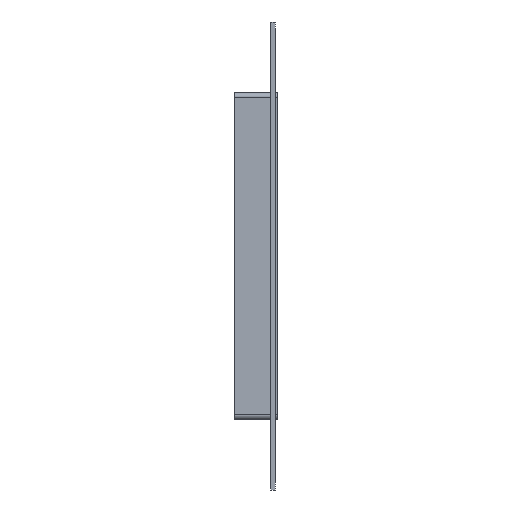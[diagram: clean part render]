
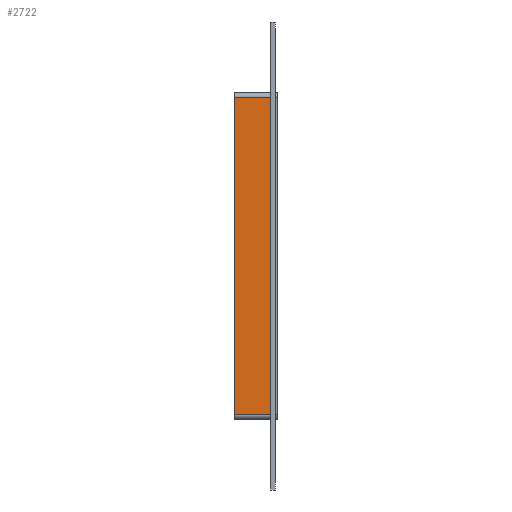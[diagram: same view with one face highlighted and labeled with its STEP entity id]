
A CAD part, left-side view. The second image highlights one B-rep face of the part: STEP entity #2722.
In plain terms, the highlighted planar face has unit normal (-1, 0, 0).
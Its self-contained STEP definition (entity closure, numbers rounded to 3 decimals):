
#1531=CARTESIAN_POINT('',(-327.25,57.0,-224.));
#1532=VERTEX_POINT('',#1531);
#1540=CARTESIAN_POINT('',(-327.25,57.0,224.0));
#1541=VERTEX_POINT('',#1540);
#1542=CARTESIAN_POINT('',(-327.25,57.0,-224.));
#1543=DIRECTION('',(0.0,0.0,1.0));
#1544=VECTOR('',#1543,448.);
#1545=LINE('',#1542,#1544);
#1546=EDGE_CURVE('',#1532,#1541,#1545,.T.);
#2167=CARTESIAN_POINT('',(-327.25,6.,-224.));
#2168=VERTEX_POINT('',#2167);
#2218=CARTESIAN_POINT('',(-327.25,6.,224.0));
#2219=VERTEX_POINT('',#2218);
#2227=CARTESIAN_POINT('',(-327.25,6.,-224.));
#2228=DIRECTION('',(0.0,0.0,1.0));
#2229=VECTOR('',#2228,448.);
#2230=LINE('',#2227,#2229);
#2231=EDGE_CURVE('',#2168,#2219,#2230,.T.);
#2695=CARTESIAN_POINT('',(-327.25,6.,-224.));
#2696=DIRECTION('',(0.0,1.0,0.0));
#2697=VECTOR('',#2696,51.0);
#2698=LINE('',#2695,#2697);
#2699=EDGE_CURVE('',#2168,#1532,#2698,.T.);
#2706=CARTESIAN_POINT('',(-327.25,0.0,-230.));
#2707=DIRECTION('',(-1.0,0.0,0.0));
#2708=DIRECTION('',(0.0,0.0,1.0));
#2709=AXIS2_PLACEMENT_3D('',#2706,#2707,#2708);
#2710=PLANE('',#2709);
#2711=ORIENTED_EDGE('',*,*,#2231,.T.);
#2712=CARTESIAN_POINT('',(-327.25,57.0,224.0));
#2713=DIRECTION('',(0.0,-1.0,0.0));
#2714=VECTOR('',#2713,51.0);
#2715=LINE('',#2712,#2714);
#2716=EDGE_CURVE('',#1541,#2219,#2715,.T.);
#2717=ORIENTED_EDGE('',*,*,#2716,.F.);
#2718=ORIENTED_EDGE('',*,*,#1546,.F.);
#2719=ORIENTED_EDGE('',*,*,#2699,.F.);
#2720=EDGE_LOOP('',(#2711,#2717,#2718,#2719));
#2721=FACE_OUTER_BOUND('',#2720,.T.);
#2722=ADVANCED_FACE('',(#2721),#2710,.T.);
